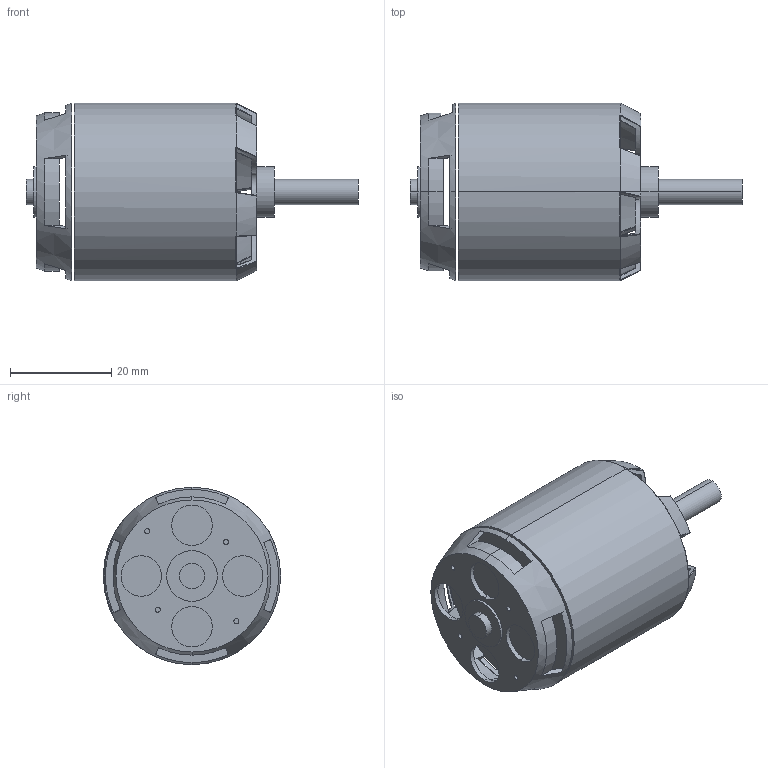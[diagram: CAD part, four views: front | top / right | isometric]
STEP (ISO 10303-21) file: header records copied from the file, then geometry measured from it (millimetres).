
FILE_DESCRIPTION (( 'STEP AP214' ), '1' );
FILE_NAME ('Motor DYS 2.STEP', '2022-04-25T08:27:14', ( '' ), ( '' ), 'SwSTEP 2.0', 'SolidWorks 2021', '' );
FILE_SCHEMA (( 'AUTOMOTIVE_DESIGN' ));
Length unit declared in the file: millimetre
Products named in the file (1): Motor DYS 2
Bounding box: 65.5 x 35 x 35 mm (x, y, z)
Volume: 6476.8 mm3; surface area: 12753.5 mm2
Topology: 2 solids, 2 shells, 234 faces, 629 edges, 388 vertices
Faces by surface type: bspline 112, cylinder 46, plane 25, torus 21, cone 18, sphere 12
Entity records: 12896 total; most frequent: CARTESIAN_POINT 7768, ORIENTED_EDGE 1258, DIRECTION 828, EDGE_CURVE 629, VERTEX_POINT 388, AXIS2_PLACEMENT_3D 373, B_SPLINE_CURVE_WITH_KNOTS 297, EDGE_LOOP 263
